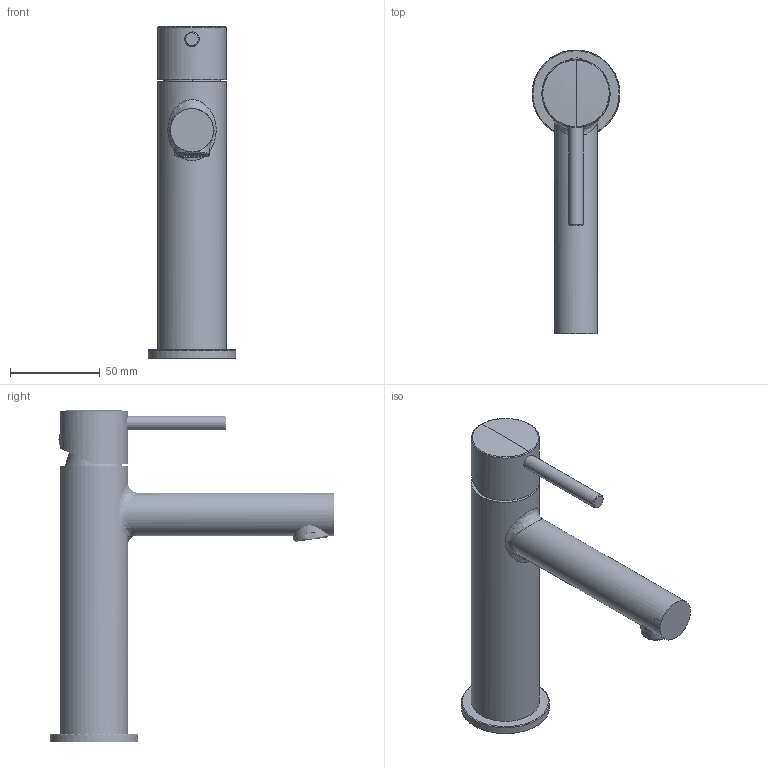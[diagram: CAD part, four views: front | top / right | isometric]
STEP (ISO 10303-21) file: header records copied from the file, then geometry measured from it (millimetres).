
FILE_DESCRIPTION(/* description */ (''),/* implementation_level */ '2;1');
FILE_NAME(/* name */ 'STEP - 164832804_2267195',/* time_stamp */ '2024-07-22T12:00:16+10:00',/* author */ (''),/* organization */ (''),/* preprocessor_version */ 'ST-DEVELOPER v16.5',/* originating_system */ 'Rhino 7.23',/* authorisation */ '');
FILE_SCHEMA (('AUTOMOTIVE_DESIGN'));
Length unit declared in the file: millimetre
Products named in the file (19): Document; 164832800_ASM; 205011731602; 205012321601; 202030410726; 205011791601; 202053390126; 202026470226; 206062800126; 203101459901_ASM; 203101459901-1; 203101459901-2; 203101459901-3; 208002330601; 208000910601; 205055410126; 205022640105; 204011839901; 201036482426
Assembly tree (20 placements, depth 4):
  Document
    164832800_ASM
      205011731602
      205012321601  x2
      202030410726
      205011791601
      202053390126
      202026470226
      206062800126
      203101459901_ASM
        203101459901-1
        203101459901-2
        203101459901-3
      208002330601  x2
      208000910601
      205055410126
      205022640105
      204011839901
      201036482426
Bounding box: 49 x 158.46 x 185.06 mm (x, y, z)
Volume: 102925 mm3; surface area: 88203.5 mm2
Topology: 19 solids, 30 shells, 3729 faces, 8652 edges, 5681 vertices
Faces by surface type: plane 1902, cylinder 1598, bspline 229
Entity records: 119953 total; most frequent: CARTESIAN_POINT 58409, ORIENTED_EDGE 17156, EDGE_CURVE 8602, B_SPLINE_CURVE_WITH_KNOTS 6303, VERTEX_POINT 5657, EDGE_LOOP 4491, ADVANCED_FACE 3710, FACE_OUTER_BOUND 3710
